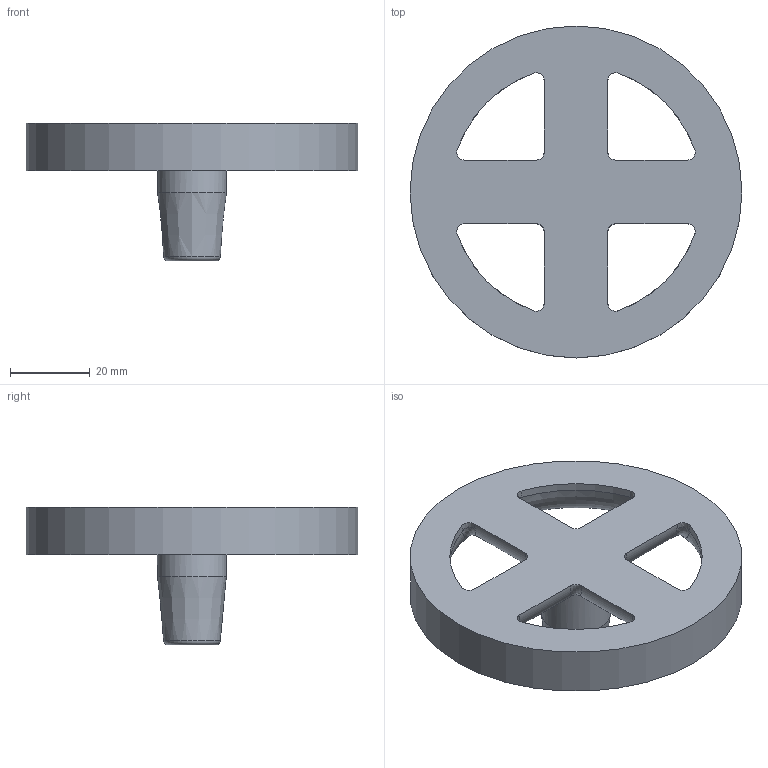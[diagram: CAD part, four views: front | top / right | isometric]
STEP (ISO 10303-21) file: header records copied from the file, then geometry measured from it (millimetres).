
FILE_DESCRIPTION(/* description */ (''),/* implementation_level */ '2;1');
FILE_NAME(/* name */ '80mm-shower-head-17mm-to-14mm v2.step',/* time_stamp */ '2024-08-30T00:04:19-07:00',/* author */ (''),/* organization */ (''),/* preprocessor_version */ 'ST-DEVELOPER v20',/* originating_system */ 'Autodesk Translation Framework v13.14.0.145',/* authorisation */ '');
FILE_SCHEMA (('AUTOMOTIVE_DESIGN { 1 0 10303 214 3 1 1 }'));
Length unit declared in the file: metre
Products named in the file (5): 80mm-shower-head-17mm-to-14mm; Component1; Component6; Component8; Component3
Assembly tree (4 placements, depth 4):
  80mm-shower-head-17mm-to-14mm
    Component1
      Component6
        Component8
    Component3
Bounding box: 83.4 x 83.4 x 34.65 mm (x, y, z)
Volume: 22903.5 mm3; surface area: 25101.2 mm2
Topology: 1 solids, 2 shells, 65 faces, 198 edges, 129 vertices
Faces by surface type: bspline 24, cylinder 22, plane 13, torus 4, cone 2
Full cylindrical faces by diameter (mm): 11.077 x1, 12.5 x1, 17.308 x1, 78.4 x1, 79.4 x1, 82 x1, 83.4 x1
Entity records: 3546 total; most frequent: CARTESIAN_POINT 1779, ORIENTED_EDGE 392, DIRECTION 311, EDGE_CURVE 197, AXIS2_PLACEMENT_3D 136, VERTEX_POINT 129, EDGE_LOOP 76, CIRCLE 74
